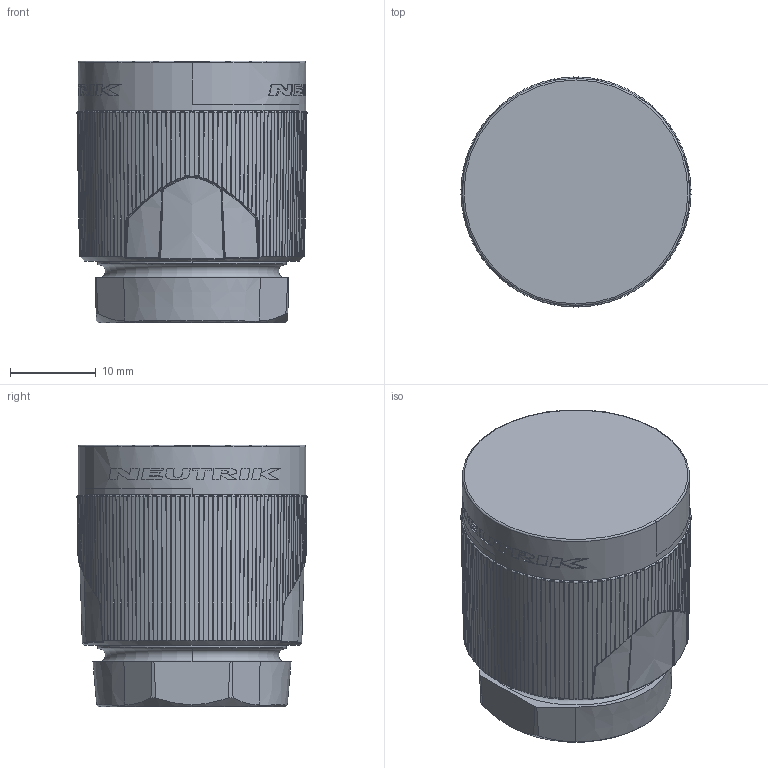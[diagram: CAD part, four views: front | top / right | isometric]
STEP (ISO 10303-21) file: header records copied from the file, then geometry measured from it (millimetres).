
FILE_DESCRIPTION((''),'2;1');
FILE_NAME('30011331','2024-03-14T12:29:14',('SYSTEM'),(''),'CREO PARAMETRIC BY PTC INC, 2021184','CREO PARAMETRIC BY PTC INC, 2021184','');
FILE_SCHEMA(('CONFIG_CONTROL_DESIGN'));
Length unit declared in the file: millimetre
Products named in the file (1): 30011331
Bounding box: 26.83 x 26.83 x 30.5 mm (x, y, z)
Volume: 15086.3 mm3; surface area: 3795.5 mm2
Topology: 1 solids, 1 shells, 899 faces, 2228 edges, 1350 vertices
Faces by surface type: plane 593, bspline 96, cone 92, torus 64, cylinder 20, extrusion 18, sphere 16
Entity records: 32469 total; most frequent: CARTESIAN_POINT 13296, ORIENTED_EDGE 4456, DIRECTION 3252, EDGE_CURVE 2228, VERTEX_POINT 1350, AXIS2_PLACEMENT_3D 1197, B_SPLINE_CURVE_WITH_KNOTS 994, EDGE_LOOP 918
